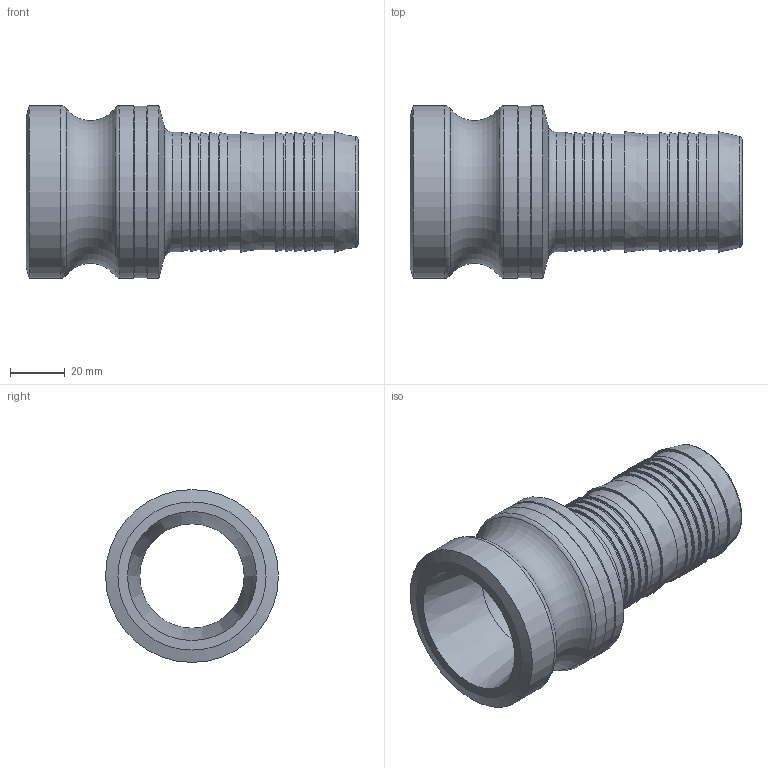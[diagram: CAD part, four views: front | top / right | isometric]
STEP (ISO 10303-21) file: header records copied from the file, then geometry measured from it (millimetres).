
FILE_DESCRIPTION(/* description */ ('SCHLAUCHSTECKER SLW 42'),/* implementation_level */ '2;1');
FILE_NAME(/* name */ 'vst_50_42_r_n.stp',/* time_stamp */ '2020-04-16T13:22:55+02:00',/* author */ ('ertl'),/* organization */ (''),/* preprocessor_version */ 'ST-DEVELOPER v17',/* originating_system */ 'Autodesk Inventor 2018',/* authorisation */ '97571,39 mm^3');
FILE_SCHEMA (('AUTOMOTIVE_DESIGN { 1 0 10303 214 3 1 1 }'));
Length unit declared in the file: millimetre
Products named in the file (1): 20060812B0000003-00
Bounding box: 121 x 63 x 63 mm (x, y, z)
Volume: 97349.3 mm3; surface area: 38216.4 mm2
Topology: 1 solids, 1 shells, 52 faces, 150 edges, 111 vertices
Faces by surface type: cone 17, cylinder 17, plane 13, torus 5
Full cylindrical faces by diameter (mm): 38 x1, 42 x11, 43.5 x1, 62.5 x1, 63 x3
Entity records: 1936 total; most frequent: DIRECTION 372, CARTESIAN_POINT 314, ORIENTED_EDGE 300, AXIS2_PLACEMENT_3D 169, EDGE_CURVE 150, CIRCLE 116, VERTEX_POINT 111, EDGE_LOOP 65
